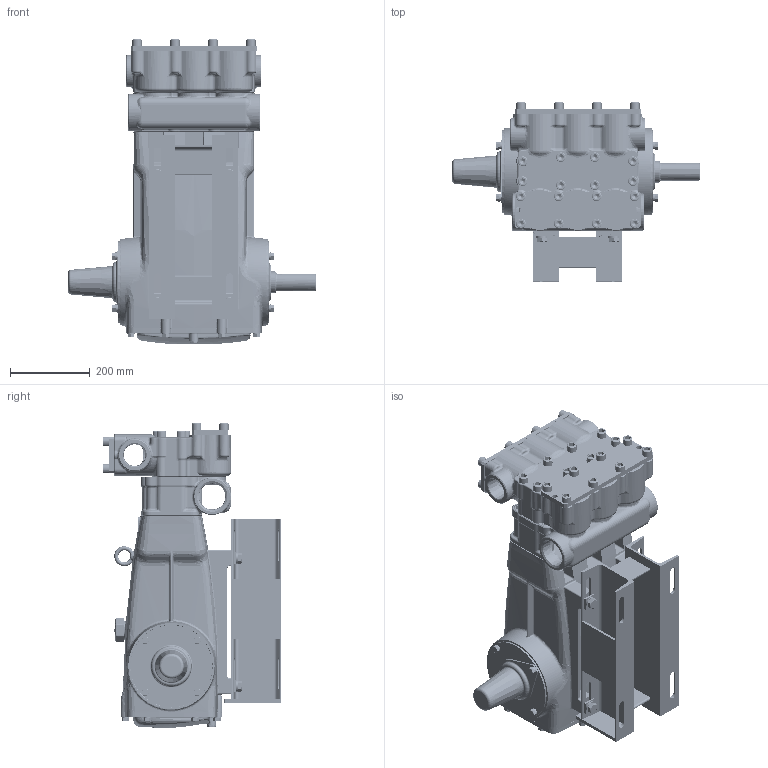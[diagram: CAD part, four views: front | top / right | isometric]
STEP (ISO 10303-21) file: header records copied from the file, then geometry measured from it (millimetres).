
FILE_DESCRIPTION (( 'STEP AP203' ), '1' );
FILE_NAME ('67102.STEP', '2016-02-10T21:11:12', ( '' ), ( '' ), 'SwSTEP 2.0', 'SolidWorks 2016', '' );
FILE_SCHEMA (( 'CONFIG_CONTROL_DESIGN' ));
Products named in the file (1): 67102
Bounding box: 619 x 447 x 762.96 mm (x, y, z)
Volume: 22061510.3 mm3; surface area: 4149804 mm2
Topology: 113 solids, 113 shells, 5729 faces, 13717 edges, 8039 vertices
Faces by surface type: cylinder 1758, plane 1457, bspline 1007, cone 732, torus 629, sphere 146
Entity records: 223851 total; most frequent: CARTESIAN_POINT 98384, ORIENTED_EDGE 26666, DIRECTION 25692, EDGE_CURVE 13333, AXIS2_PLACEMENT_3D 10428, VERTEX_POINT 8019, EDGE_LOOP 6276, ADVANCED_FACE 5729
